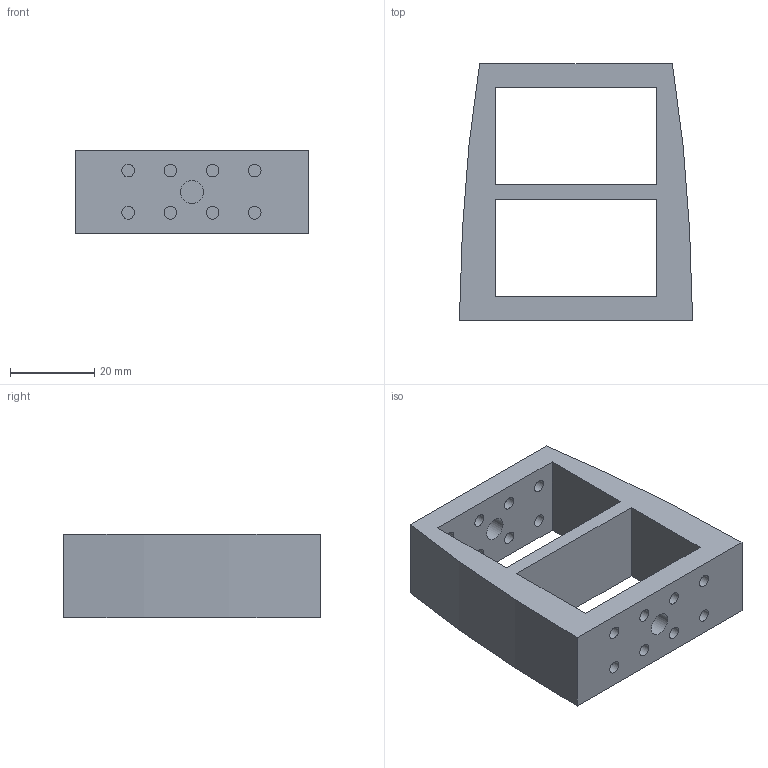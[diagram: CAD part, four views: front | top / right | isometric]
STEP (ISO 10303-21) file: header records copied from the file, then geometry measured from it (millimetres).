
FILE_DESCRIPTION(/* description */ (''),/* implementation_level */ '2;1');
FILE_NAME(/* name */ 'Link_1_New.step',/* time_stamp */ '2023-02-23T07:09:43+05:30',/* author */ (''),/* organization */ (''),/* preprocessor_version */ 'ST-DEVELOPER v19.2',/* originating_system */ 'Autodesk Translation Framework v11.17.0.187',/* authorisation */ '');
FILE_SCHEMA (('AUTOMOTIVE_DESIGN { 1 0 10303 214 3 1 1 }'));
Length unit declared in the file: millimetre
Products named in the file (1): Link_1_New
Bounding box: 55.26 x 60.8 x 19.85 mm (x, y, z)
Volume: 26618.9 mm3; surface area: 12795.7 mm2
Topology: 1 solids, 1 shells, 32 faces, 90 edges, 60 vertices
Faces by surface type: cylinder 18, plane 12, bspline 2
Full cylindrical faces by diameter (mm): 3 x16, 5.5 x2
Entity records: 1217 total; most frequent: CARTESIAN_POINT 257, DIRECTION 184, ORIENTED_EDGE 180, EDGE_CURVE 90, EDGE_LOOP 72, AXIS2_PLACEMENT_3D 67, VERTEX_POINT 60, LINE 50
